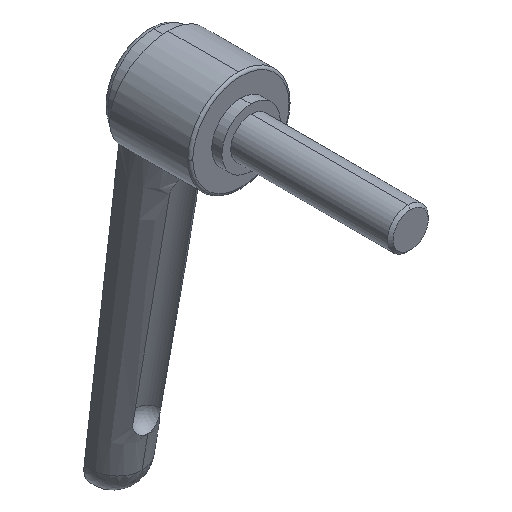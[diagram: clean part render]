
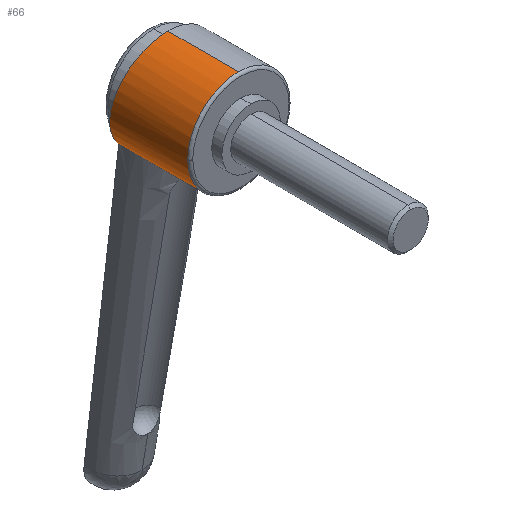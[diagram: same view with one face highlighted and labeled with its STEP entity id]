
A CAD part, isometric view. The second image highlights one B-rep face of the part: STEP entity #66.
In plain terms, the highlighted cylindrical face has radius 20 mm (diameter 40 mm), a partial arc.
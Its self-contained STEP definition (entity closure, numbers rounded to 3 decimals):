
#66=ADVANCED_FACE('',(#164),#165,.T.);
#164=FACE_OUTER_BOUND('',#297,.T.);
#165=CYLINDRICAL_SURFACE('',#298,20.0);
#297=EDGE_LOOP('',(#433,#434,#435,#436,#437,#438));
#298=AXIS2_PLACEMENT_3D('',#439,#440,#441);
#433=ORIENTED_EDGE('',*,*,#776,.F.);
#434=ORIENTED_EDGE('',*,*,#777,.T.);
#435=ORIENTED_EDGE('',*,*,#778,.T.);
#436=ORIENTED_EDGE('',*,*,#779,.F.);
#437=ORIENTED_EDGE('',*,*,#780,.T.);
#438=ORIENTED_EDGE('',*,*,#781,.F.);
#439=CARTESIAN_POINT('',(0.0,21.0,0.0));
#440=DIRECTION('',(0.0,1.0,0.0));
#441=DIRECTION('',(0.,0.0,-1.0));
#776=EDGE_CURVE('',#917,#907,#918,.T.);
#777=EDGE_CURVE('',#917,#919,#920,.T.);
#778=EDGE_CURVE('',#919,#921,#922,.T.);
#779=EDGE_CURVE('',#923,#921,#924,.T.);
#780=EDGE_CURVE('',#923,#925,#926,.T.);
#781=EDGE_CURVE('',#907,#925,#927,.T.);
#907=VERTEX_POINT('',#1103);
#917=VERTEX_POINT('',#1209);
#918=LINE('',#1210,#1211);
#919=VERTEX_POINT('',#1212);
#920=CIRCLE('',#1213,20.0);
#921=VERTEX_POINT('',#1214);
#922=CIRCLE('',#1215,20.0);
#923=VERTEX_POINT('',#1216);
#924=LINE('',#1217,#1218);
#925=VERTEX_POINT('',#1219);
#926=ELLIPSE('',#1220,20.197,20.0);
#927=B_SPLINE_CURVE_WITH_KNOTS('',3,(#1221,#1222,#1223,#1224,#1225,#1226,#1227,#1228,#1229,#1230,#1231,#1232,#1233,#1234,#1235,#1236,#1237,#1238,#1239,#1240,#1241,#1242,#1243,#1244,#1245,#1246,#1247,#1248,#1249,#1250,#1251,#1252,#1253,#1254,#1255,#1256,#1257,#1258,#1259,#1260,#1261,#1262,#1263,#1264,#1265,#1266),.UNSPECIFIED.,.F.,.F.,(4,2,2,2,2,2,2,2,2,2,2,2,2,2,2,2,2,2,2,2,2,2,4),(14.693,17.085,19.478,20.887,22.296,25.115,27.934,30.753,33.616,36.48,39.344,42.208,45.071,47.935,50.799,53.663,56.481,59.3,62.119,63.528,64.938,67.33,69.722),.UNSPECIFIED.);
#1103=CARTESIAN_POINT('',(0.,23.732,-20.0));
#1209=CARTESIAN_POINT('',(0.,5.0,-20.0));
#1210=CARTESIAN_POINT('',(0.,21.0,-20.0));
#1211=VECTOR('',#1568,1.0);
#1212=CARTESIAN_POINT('',(-20.0,5.0,0.));
#1213=AXIS2_PLACEMENT_3D('',#1569,#1570,#1571);
#1214=CARTESIAN_POINT('',(0.,5.0,20.0));
#1215=AXIS2_PLACEMENT_3D('',#1572,#1573,#1574);
#1216=CARTESIAN_POINT('',(0.,32.811,20.0));
#1217=CARTESIAN_POINT('',(0.,21.0,20.0));
#1218=VECTOR('',#1575,1.0);
#1219=CARTESIAN_POINT('',(-14.673,37.532,-13.591));
#1220=AXIS2_PLACEMENT_3D('',#1576,#1577,#1578);
#1221=CARTESIAN_POINT('',(13.896,42.281,-14.384));
#1222=CARTESIAN_POINT('',(14.148,41.507,-14.141));
#1223=CARTESIAN_POINT('',(14.344,40.705,-13.939));
#1224=CARTESIAN_POINT('',(14.607,39.089,-13.663));
#1225=CARTESIAN_POINT('',(14.673,38.275,-13.59));
#1226=CARTESIAN_POINT('',(14.673,37.007,-13.59));
#1227=CARTESIAN_POINT('',(14.65,36.535,-13.615));
#1228=CARTESIAN_POINT('',(14.557,35.597,-13.715));
#1229=CARTESIAN_POINT('',(14.486,35.13,-13.79));
#1230=CARTESIAN_POINT('',(14.202,33.75,-14.085));
#1231=CARTESIAN_POINT('',(13.916,32.857,-14.373));
#1232=CARTESIAN_POINT('',(13.173,31.175,-15.057));
#1233=CARTESIAN_POINT('',(12.715,30.383,-15.452));
#1234=CARTESIAN_POINT('',(11.665,28.931,-16.26));
#1235=CARTESIAN_POINT('',(11.072,28.271,-16.672));
#1236=CARTESIAN_POINT('',(9.805,27.096,-17.448));
#1237=CARTESIAN_POINT('',(9.081,26.54,-17.841));
#1238=CARTESIAN_POINT('',(7.495,25.556,-18.563));
#1239=CARTESIAN_POINT('',(6.633,25.127,-18.892));
#1240=CARTESIAN_POINT('',(4.819,24.433,-19.434));
#1241=CARTESIAN_POINT('',(3.866,24.168,-19.647));
#1242=CARTESIAN_POINT('',(1.934,23.817,-19.93));
#1243=CARTESIAN_POINT('',(0.955,23.732,-20.0));
#1244=CARTESIAN_POINT('',(-0.955,23.732,-20.0));
#1245=CARTESIAN_POINT('',(-1.934,23.817,-19.93));
#1246=CARTESIAN_POINT('',(-3.866,24.168,-19.647));
#1247=CARTESIAN_POINT('',(-4.819,24.433,-19.434));
#1248=CARTESIAN_POINT('',(-6.633,25.127,-18.892));
#1249=CARTESIAN_POINT('',(-7.495,25.556,-18.563));
#1250=CARTESIAN_POINT('',(-9.081,26.54,-17.841));
#1251=CARTESIAN_POINT('',(-9.805,27.096,-17.448));
#1252=CARTESIAN_POINT('',(-11.072,28.271,-16.672));
#1253=CARTESIAN_POINT('',(-11.665,28.931,-16.26));
#1254=CARTESIAN_POINT('',(-12.715,30.383,-15.452));
#1255=CARTESIAN_POINT('',(-13.173,31.175,-15.057));
#1256=CARTESIAN_POINT('',(-13.916,32.857,-14.373));
#1257=CARTESIAN_POINT('',(-14.202,33.75,-14.085));
#1258=CARTESIAN_POINT('',(-14.486,35.13,-13.79));
#1259=CARTESIAN_POINT('',(-14.557,35.597,-13.715));
#1260=CARTESIAN_POINT('',(-14.65,36.535,-13.615));
#1261=CARTESIAN_POINT('',(-14.673,37.007,-13.59));
#1262=CARTESIAN_POINT('',(-14.673,38.275,-13.59));
#1263=CARTESIAN_POINT('',(-14.607,39.089,-13.663));
#1264=CARTESIAN_POINT('',(-14.344,40.705,-13.939));
#1265=CARTESIAN_POINT('',(-14.148,41.507,-14.141));
#1266=CARTESIAN_POINT('',(-13.896,42.281,-14.384));
#1568=DIRECTION('',(0.0,1.0,0.0));
#1569=CARTESIAN_POINT('',(0.,5.0,0.));
#1570=DIRECTION('',(0.0,1.0,0.0));
#1571=DIRECTION('',(0.,0.0,-1.0));
#1572=CARTESIAN_POINT('',(0.,5.0,0.));
#1573=DIRECTION('',(0.0,1.0,0.0));
#1574=DIRECTION('',(0.,0.0,-1.0));
#1575=DIRECTION('',(-0.0,-1.0,-0.0));
#1576=CARTESIAN_POINT('',(0.0,35.622,0.0));
#1577=DIRECTION('',(0.,-0.99,-0.139));
#1578=DIRECTION('',(0.,0.139,-0.99));
